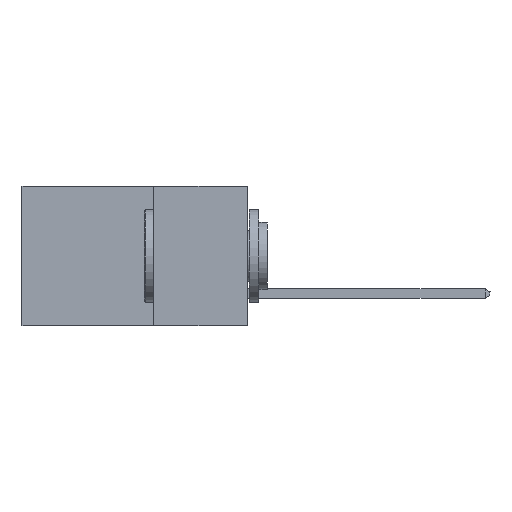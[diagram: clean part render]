
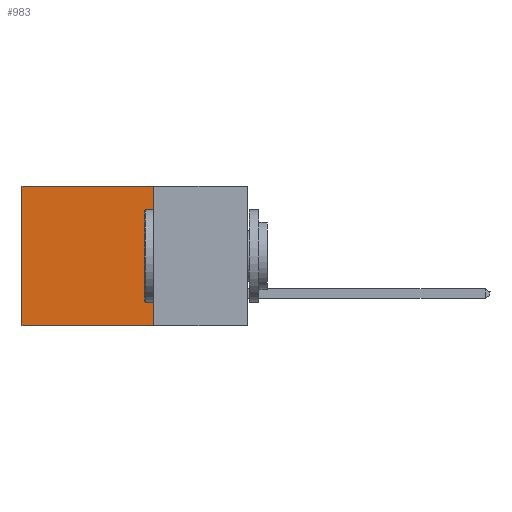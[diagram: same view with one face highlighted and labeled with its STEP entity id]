
A CAD part, left-side view. The second image highlights one B-rep face of the part: STEP entity #983.
In plain terms, the highlighted planar face has unit normal (-1, 0, 0).
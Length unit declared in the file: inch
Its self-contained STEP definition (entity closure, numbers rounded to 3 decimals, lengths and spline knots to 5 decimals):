
#315 = PLANE ( 'NONE',  #7030 ) ;
#922 = LINE ( 'NONE', #13612, #4092 ) ;
#939 = LINE ( 'NONE', #8289, #19008 ) ;
#983 = ADVANCED_FACE ( 'NONE', ( #11448 ), #315, .F. ) ;
#1506 = DIRECTION ( 'NONE',  ( 0., 0., -1. ) ) ;
#1724 = VERTEX_POINT ( 'NONE', #11537 ) ;
#2017 = DIRECTION ( 'NONE',  ( 1., 0., 0. ) ) ;
#2254 = DIRECTION ( 'NONE',  ( 0., 0., -1. ) ) ;
#4092 = VECTOR ( 'NONE', #18960, 39.37008 ) ;
#5350 = CARTESIAN_POINT ( 'NONE',  ( 0.2615, 0.25, 0. ) ) ;
#5888 = CARTESIAN_POINT ( 'NONE',  ( 0.2615, 0.25, -0.37 ) ) ;
#7030 = AXIS2_PLACEMENT_3D ( 'NONE', #5888, #2017, #2254 ) ;
#7054 = VERTEX_POINT ( 'NONE', #23332 ) ;
#8289 = CARTESIAN_POINT ( 'NONE',  ( 0.2615, 0.25, -0.37 ) ) ;
#10663 = CARTESIAN_POINT ( 'NONE',  ( 0.2615, 0.25, -0.37 ) ) ;
#11448 = FACE_OUTER_BOUND ( 'NONE', #14718, .T. ) ;
#11537 = CARTESIAN_POINT ( 'NONE',  ( 0.2615, 0.6, -0.37 ) ) ;
#12089 = VECTOR ( 'NONE', #1506, 39.37008 ) ;
#12712 = DIRECTION ( 'NONE',  ( 0., 1., 0. ) ) ;
#12739 = ORIENTED_EDGE ( 'NONE', *, *, #15467, .F. ) ;
#13612 = CARTESIAN_POINT ( 'NONE',  ( 0.2615, 0.6, -0.37 ) ) ;
#13888 = ORIENTED_EDGE ( 'NONE', *, *, #20939, .T. ) ;
#14718 = EDGE_LOOP ( 'NONE', ( #13888, #12739, #22623, #22144 ) ) ;
#14852 = CARTESIAN_POINT ( 'NONE',  ( 0.2615, 0.25, -0.37 ) ) ;
#15467 = EDGE_CURVE ( 'NONE', #15826, #1724, #939, .T. ) ;
#15826 = VERTEX_POINT ( 'NONE', #14852 ) ;
#16382 = LINE ( 'NONE', #5350, #19223 ) ;
#16391 = LINE ( 'NONE', #10663, #12089 ) ;
#17734 = EDGE_CURVE ( 'NONE', #7054, #15826, #16391, .T. ) ;
#18233 = VERTEX_POINT ( 'NONE', #18253 ) ;
#18253 = CARTESIAN_POINT ( 'NONE',  ( 0.2615, 0.6, 0. ) ) ;
#18960 = DIRECTION ( 'NONE',  ( 0., 0., -1. ) ) ;
#19008 = VECTOR ( 'NONE', #19462, 39.37008 ) ;
#19223 = VECTOR ( 'NONE', #12712, 39.37008 ) ;
#19462 = DIRECTION ( 'NONE',  ( 0., 1., 0. ) ) ;
#20939 = EDGE_CURVE ( 'NONE', #18233, #1724, #922, .T. ) ;
#22144 = ORIENTED_EDGE ( 'NONE', *, *, #23206, .T. ) ;
#22623 = ORIENTED_EDGE ( 'NONE', *, *, #17734, .F. ) ;
#23206 = EDGE_CURVE ( 'NONE', #7054, #18233, #16382, .T. ) ;
#23332 = CARTESIAN_POINT ( 'NONE',  ( 0.2615, 0.25, 0. ) ) ;
